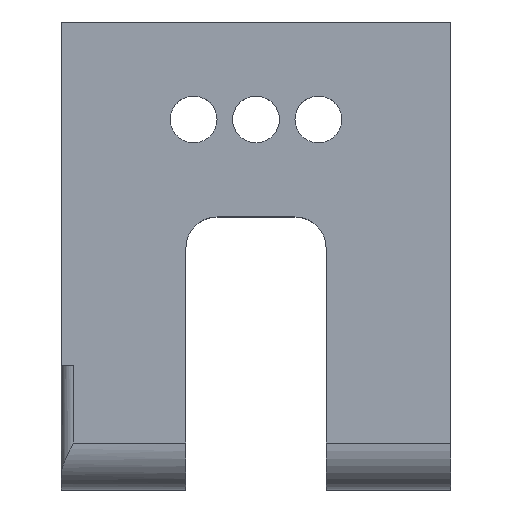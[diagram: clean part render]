
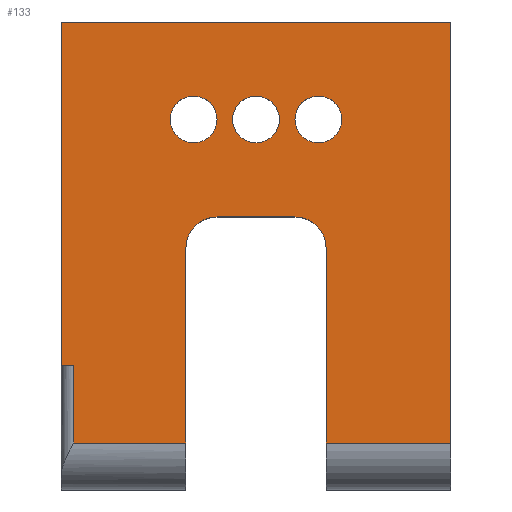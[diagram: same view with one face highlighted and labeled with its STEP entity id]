
A CAD part, top view. The second image highlights one B-rep face of the part: STEP entity #133.
In plain terms, the highlighted planar face has unit normal (0, 0, 1).
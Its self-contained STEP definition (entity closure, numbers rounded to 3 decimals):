
#133=ADVANCED_FACE('',(#232,#233,#234,#235),#154,.T.);
#154=PLANE('',#523);
#158=LINE('',#660,#190);
#167=LINE('',#680,#199);
#168=LINE('',#684,#200);
#172=LINE('',#695,#204);
#179=LINE('',#714,#211);
#182=LINE('',#722,#214);
#184=LINE('',#734,#216);
#185=LINE('',#737,#217);
#186=LINE('',#740,#218);
#187=LINE('',#741,#219);
#190=VECTOR('',#544,1.);
#199=VECTOR('',#559,1.);
#200=VECTOR('',#564,1.);
#204=VECTOR('',#572,1.);
#211=VECTOR('',#587,1.);
#214=VECTOR('',#594,1.);
#216=VECTOR('',#610,1.);
#217=VECTOR('',#611,1.);
#218=VECTOR('',#616,1.);
#219=VECTOR('',#617,1.);
#232=FACE_BOUND('',#262,.T.);
#233=FACE_BOUND('',#263,.T.);
#234=FACE_BOUND('',#264,.T.);
#235=FACE_BOUND('',#265,.T.);
#262=EDGE_LOOP('',(#337,#338,#339,#340,#341,#342,#343,#344,#345,#346,#347,
#348));
#263=EDGE_LOOP('',(#349));
#264=EDGE_LOOP('',(#350));
#265=EDGE_LOOP('',(#351));
#337=ORIENTED_EDGE('',*,*,#465,.T.);
#338=ORIENTED_EDGE('',*,*,#466,.T.);
#339=ORIENTED_EDGE('',*,*,#438,.T.);
#340=ORIENTED_EDGE('',*,*,#467,.T.);
#341=ORIENTED_EDGE('',*,*,#440,.T.);
#342=ORIENTED_EDGE('',*,*,#468,.T.);
#343=ORIENTED_EDGE('',*,*,#445,.T.);
#344=ORIENTED_EDGE('',*,*,#469,.T.);
#345=ORIENTED_EDGE('',*,*,#454,.T.);
#346=ORIENTED_EDGE('',*,*,#458,.T.);
#347=ORIENTED_EDGE('',*,*,#428,.T.);
#348=ORIENTED_EDGE('',*,*,#470,.F.);
#349=ORIENTED_EDGE('',*,*,#471,.F.);
#350=ORIENTED_EDGE('',*,*,#472,.F.);
#351=ORIENTED_EDGE('',*,*,#473,.F.);
#390=VERTEX_POINT('',#659);
#391=VERTEX_POINT('',#661);
#398=VERTEX_POINT('',#679);
#399=VERTEX_POINT('',#681);
#400=VERTEX_POINT('',#685);
#401=VERTEX_POINT('',#686);
#405=VERTEX_POINT('',#696);
#406=VERTEX_POINT('',#697);
#413=VERTEX_POINT('',#715);
#414=VERTEX_POINT('',#716);
#419=VERTEX_POINT('',#735);
#420=VERTEX_POINT('',#736);
#421=VERTEX_POINT('',#743);
#422=VERTEX_POINT('',#745);
#423=VERTEX_POINT('',#747);
#428=EDGE_CURVE('',#391,#390,#158,.T.);
#438=EDGE_CURVE('',#399,#398,#167,.T.);
#440=EDGE_CURVE('',#400,#401,#168,.T.);
#445=EDGE_CURVE('',#405,#406,#172,.T.);
#454=EDGE_CURVE('',#413,#414,#179,.T.);
#458=EDGE_CURVE('',#414,#391,#182,.T.);
#465=EDGE_CURVE('',#419,#420,#184,.T.);
#466=EDGE_CURVE('',#420,#399,#185,.T.);
#467=EDGE_CURVE('',#398,#400,#489,.T.);
#468=EDGE_CURVE('',#401,#405,#490,.T.);
#469=EDGE_CURVE('',#406,#413,#186,.T.);
#470=EDGE_CURVE('',#419,#390,#187,.T.);
#471=EDGE_CURVE('',#421,#421,#491,.T.);
#472=EDGE_CURVE('',#422,#422,#492,.T.);
#473=EDGE_CURVE('',#423,#423,#493,.T.);
#489=CIRCLE('',#518,20.);
#490=CIRCLE('',#519,20.);
#491=CIRCLE('',#520,15.);
#492=CIRCLE('',#521,15.);
#493=CIRCLE('',#522,15.);
#518=AXIS2_PLACEMENT_3D('',#738,#612,#613);
#519=AXIS2_PLACEMENT_3D('',#739,#614,#615);
#520=AXIS2_PLACEMENT_3D('',#742,#618,#619);
#521=AXIS2_PLACEMENT_3D('',#744,#620,#621);
#522=AXIS2_PLACEMENT_3D('',#746,#622,#623);
#523=AXIS2_PLACEMENT_3D('',#748,#624,#625);
#544=DIRECTION('',(0.,-1.,0.));
#559=DIRECTION('',(0.,1.,0.));
#564=DIRECTION('',(1.,0.,0.));
#572=DIRECTION('',(0.,-1.,0.));
#587=DIRECTION('',(0.,1.,0.));
#594=DIRECTION('',(-1.,0.,0.));
#610=DIRECTION('',(0.,-1.,0.));
#611=DIRECTION('',(1.,0.,0.));
#612=DIRECTION('',(0.,0.,-1.));
#613=DIRECTION('',(1.,0.,0.));
#614=DIRECTION('',(0.,0.,-1.));
#615=DIRECTION('',(1.,0.,0.));
#616=DIRECTION('',(1.,0.,0.));
#617=DIRECTION('',(-1.,0.,0.));
#618=DIRECTION('',(0.,0.,1.));
#619=DIRECTION('',(1.,0.,0.));
#620=DIRECTION('',(0.,0.,1.));
#621=DIRECTION('',(1.,0.,0.));
#622=DIRECTION('',(0.,0.,1.));
#623=DIRECTION('',(1.,0.,0.));
#624=DIRECTION('',(0.,0.,1.));
#625=DIRECTION('',(1.,0.,0.));
#659=CARTESIAN_POINT('',(0.,-220.,0.));
#660=CARTESIAN_POINT('',(0.,0.,0.));
#661=CARTESIAN_POINT('',(0.,0.,0.));
#679=CARTESIAN_POINT('',(80.,-145.,0.));
#680=CARTESIAN_POINT('',(80.,-300.,0.));
#681=CARTESIAN_POINT('',(80.,-270.,0.));
#684=CARTESIAN_POINT('',(80.,-125.,0.));
#685=CARTESIAN_POINT('',(100.,-125.,0.));
#686=CARTESIAN_POINT('',(150.,-125.,0.));
#695=CARTESIAN_POINT('',(170.,-125.,0.));
#696=CARTESIAN_POINT('',(170.,-145.,0.));
#697=CARTESIAN_POINT('',(170.,-270.,0.));
#714=CARTESIAN_POINT('',(250.,-300.,0.));
#715=CARTESIAN_POINT('',(250.,-270.,0.));
#716=CARTESIAN_POINT('',(250.,0.,0.));
#722=CARTESIAN_POINT('',(250.,0.,0.));
#734=CARTESIAN_POINT('',(8.,-220.,0.));
#735=CARTESIAN_POINT('',(8.,-220.,0.));
#736=CARTESIAN_POINT('',(8.,-270.,0.));
#737=CARTESIAN_POINT('',(0.,-270.,0.));
#738=CARTESIAN_POINT('',(100.,-145.,0.));
#739=CARTESIAN_POINT('',(150.,-145.,0.));
#740=CARTESIAN_POINT('',(0.,-270.,0.));
#741=CARTESIAN_POINT('',(0.,-220.,0.));
#742=CARTESIAN_POINT('',(85.,-62.5,0.));
#743=CARTESIAN_POINT('',(100.,-62.5,0.));
#744=CARTESIAN_POINT('',(125.,-62.5,0.));
#745=CARTESIAN_POINT('',(140.,-62.5,0.));
#746=CARTESIAN_POINT('',(165.,-62.5,0.));
#747=CARTESIAN_POINT('',(180.,-62.5,0.));
#748=CARTESIAN_POINT('',(0.,0.,0.));
